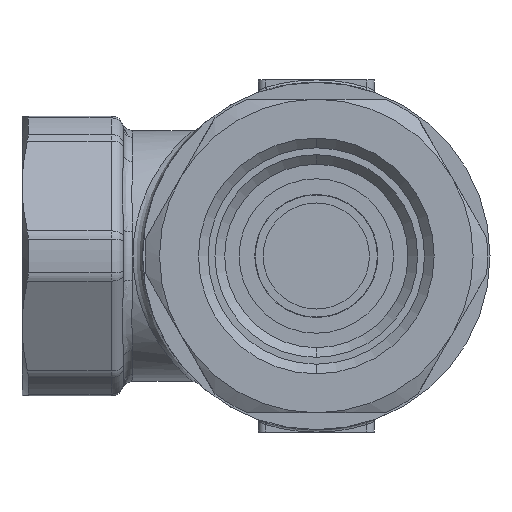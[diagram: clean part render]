
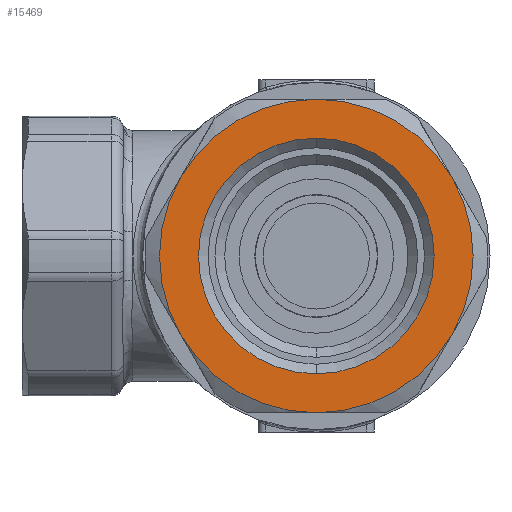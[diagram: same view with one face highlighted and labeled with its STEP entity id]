
A CAD part, front view. The second image highlights one B-rep face of the part: STEP entity #15469.
In plain terms, the highlighted planar face has unit normal (0, -1, 0).
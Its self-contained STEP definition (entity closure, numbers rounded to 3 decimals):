
#900 = CARTESIAN_POINT ( 'NONE',  ( 0., -76.674, 0. ) ) ;
#902 = DIRECTION ( 'NONE',  ( 0., -1., 0. ) ) ;
#904 = DIRECTION ( 'NONE',  ( 0., 0., -1. ) ) ;
#943 = CARTESIAN_POINT ( 'NONE',  ( 0., -76.674, 0. ) ) ;
#944 = DIRECTION ( 'NONE',  ( 0., -1., 0. ) ) ;
#945 = DIRECTION ( 'NONE',  ( 0., 0., -1. ) ) ;
#1065 = CARTESIAN_POINT ( 'NONE',  ( 0., -76.674, 0. ) ) ;
#1067 = DIRECTION ( 'NONE',  ( 0., 1., 0. ) ) ;
#1069 = DIRECTION ( 'NONE',  ( 0., 0., 1. ) ) ;
#2465 = CARTESIAN_POINT ( 'NONE',  ( 0., -76.674, 0. ) ) ;
#2466 = DIRECTION ( 'NONE',  ( 0., 1., 0. ) ) ;
#2467 = DIRECTION ( 'NONE',  ( 0., 0., -1. ) ) ;
#2853 = CARTESIAN_POINT ( 'NONE',  ( 0., -76.674, 0. ) ) ;
#2854 = DIRECTION ( 'NONE',  ( 0., -1., 0. ) ) ;
#2855 = DIRECTION ( 'NONE',  ( 0., 0., -1. ) ) ;
#2967 = CARTESIAN_POINT ( 'NONE',  ( 0., -76.674, 0. ) ) ;
#2968 = DIRECTION ( 'NONE',  ( 0., -1., 0. ) ) ;
#2969 = DIRECTION ( 'NONE',  ( 0., 0., -1. ) ) ;
#3247 = CIRCLE ( 'NONE', #3249, 32.5 ) ;
#3249 = AXIS2_PLACEMENT_3D ( 'NONE', #2853, #2854, #2855 ) ;
#3275 = CIRCLE ( 'NONE', #3278, 32.5 ) ;
#3278 = AXIS2_PLACEMENT_3D ( 'NONE', #2967, #2968, #2969 ) ;
#4804 = AXIS2_PLACEMENT_3D ( 'NONE', #23958, #23959, #23960 ) ;
#8800 = VERTEX_POINT ( 'NONE', #22989 ) ;
#8815 = VERTEX_POINT ( 'NONE', #23004 ) ;
#8826 = VERTEX_POINT ( 'NONE', #23015 ) ;
#8892 = VERTEX_POINT ( 'NONE', #23081 ) ;
#10820 = CARTESIAN_POINT ( 'NONE',  ( 0., -76.674, 0. ) ) ;
#10821 = DIRECTION ( 'NONE',  ( 0., 1., 0. ) ) ;
#10823 = DIRECTION ( 'NONE',  ( 0., 0., -1. ) ) ;
#11104 = CARTESIAN_POINT ( 'NONE',  ( 0., -76.674, 0. ) ) ;
#11106 = DIRECTION ( 'NONE',  ( 0., -1., 0. ) ) ;
#11108 = DIRECTION ( 'NONE',  ( 0., 0., -1. ) ) ;
#13815 = ORIENTED_EDGE ( 'NONE', *, *, #20371, .T. ) ;
#13890 = ORIENTED_EDGE ( 'NONE', *, *, #21748, .T. ) ;
#13950 = ORIENTED_EDGE ( 'NONE', *, *, #18510, .T. ) ;
#15192 = VERTEX_POINT ( 'NONE', #23866 ) ;
#15210 = VERTEX_POINT ( 'NONE', #23875 ) ;
#15215 = VERTEX_POINT ( 'NONE', #23884 ) ;
#15257 = VERTEX_POINT ( 'NONE', #23882 ) ;
#15469 = ADVANCED_FACE ( 'NONE', ( #23946, #23948 ), #23949, .T. ) ;
#18510 = EDGE_CURVE ( 'NONE', #15192, #15257, #25558, .T. ) ;
#18539 = EDGE_CURVE ( 'NONE', #15215, #15210, #25597, .T. ) ;
#20141 = CIRCLE ( 'NONE', #20146, 32.5 ) ;
#20146 = AXIS2_PLACEMENT_3D ( 'NONE', #900, #902, #904 ) ;
#20149 = CIRCLE ( 'NONE', #20155, 32.5 ) ;
#20155 = AXIS2_PLACEMENT_3D ( 'NONE', #943, #944, #945 ) ;
#20181 = CIRCLE ( 'NONE', #20184, 32.5 ) ;
#20184 = AXIS2_PLACEMENT_3D ( 'NONE', #1065, #1067, #1069 ) ;
#20317 = CIRCLE ( 'NONE', #20320, 24.423 ) ;
#20320 = AXIS2_PLACEMENT_3D ( 'NONE', #2465, #2466, #2467 ) ;
#20371 = EDGE_CURVE ( 'NONE', #8892, #15215, #20141, .T. ) ;
#20377 = EDGE_CURVE ( 'NONE', #8826, #8815, #20149, .T. ) ;
#20396 = EDGE_CURVE ( 'NONE', #8826, #8800, #20181, .T. ) ;
#21535 = EDGE_LOOP ( 'NONE', ( #13815, #25219, #25216, #25160, #25164, #25240 ) ) ;
#21638 = EDGE_LOOP ( 'NONE', ( #13950, #13890 ) ) ;
#21748 = EDGE_CURVE ( 'NONE', #15257, #15192, #20317, .T. ) ;
#21821 = EDGE_CURVE ( 'NONE', #8815, #8892, #3247, .T. ) ;
#21845 = EDGE_CURVE ( 'NONE', #15210, #8800, #3275, .T. ) ;
#22989 = CARTESIAN_POINT ( 'NONE',  ( 28.146, -76.674, 16.25 ) ) ;
#23004 = CARTESIAN_POINT ( 'NONE',  ( -28.146, -76.674, 16.25 ) ) ;
#23015 = CARTESIAN_POINT ( 'NONE',  ( 0., -76.674, 32.5 ) ) ;
#23081 = CARTESIAN_POINT ( 'NONE',  ( -28.146, -76.674, -16.25 ) ) ;
#23866 = CARTESIAN_POINT ( 'NONE',  ( 0., -76.674, -24.423 ) ) ;
#23875 = CARTESIAN_POINT ( 'NONE',  ( 28.146, -76.674, -16.25 ) ) ;
#23882 = CARTESIAN_POINT ( 'NONE',  ( 0., -76.674, 24.423 ) ) ;
#23884 = CARTESIAN_POINT ( 'NONE',  ( 0., -76.674, -32.5 ) ) ;
#23946 = FACE_BOUND ( 'NONE', #21638, .T. ) ;
#23948 = FACE_OUTER_BOUND ( 'NONE', #21535, .T. ) ;
#23949 = PLANE ( 'NONE',  #4804 ) ;
#23958 = CARTESIAN_POINT ( 'NONE',  ( 18.764, -76.674, -32.5 ) ) ;
#23959 = DIRECTION ( 'NONE',  ( 0., -1., 0. ) ) ;
#23960 = DIRECTION ( 'NONE',  ( 0., 0., -1. ) ) ;
#25160 = ORIENTED_EDGE ( 'NONE', *, *, #20396, .F. ) ;
#25164 = ORIENTED_EDGE ( 'NONE', *, *, #20377, .T. ) ;
#25216 = ORIENTED_EDGE ( 'NONE', *, *, #21845, .T. ) ;
#25219 = ORIENTED_EDGE ( 'NONE', *, *, #18539, .T. ) ;
#25240 = ORIENTED_EDGE ( 'NONE', *, *, #21821, .T. ) ;
#25558 = CIRCLE ( 'NONE', #25567, 24.423 ) ;
#25567 = AXIS2_PLACEMENT_3D ( 'NONE', #10820, #10821, #10823 ) ;
#25597 = CIRCLE ( 'NONE', #25601, 32.5 ) ;
#25601 = AXIS2_PLACEMENT_3D ( 'NONE', #11104, #11106, #11108 ) ;
